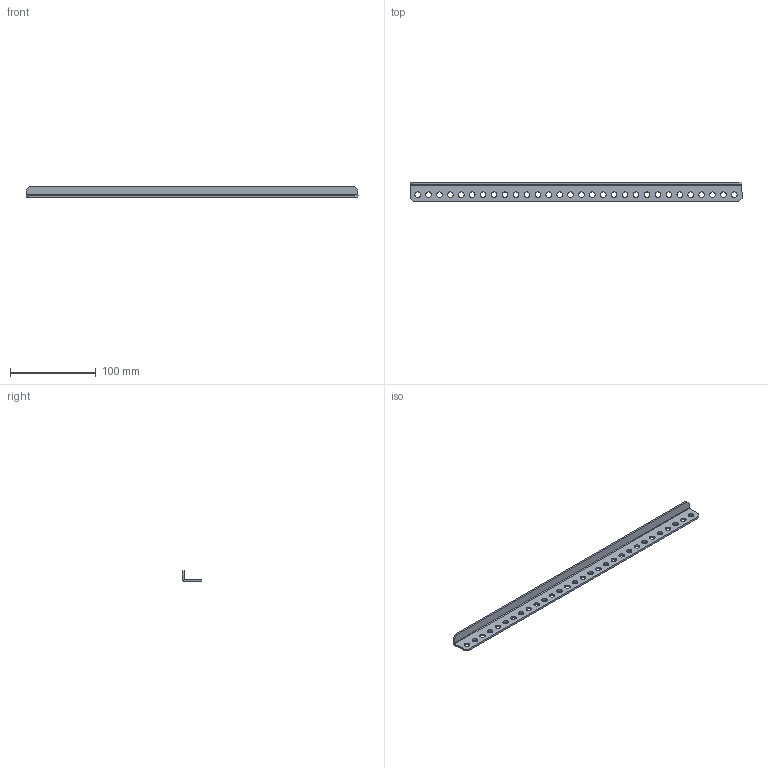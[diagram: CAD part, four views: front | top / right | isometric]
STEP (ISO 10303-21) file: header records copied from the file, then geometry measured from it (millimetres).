
FILE_DESCRIPTION (( 'STEP AP203' ), '1' );
FILE_NAME ('217-2593-010 Rev2.STEP', '2013-01-10T20:52:41', ( '' ), ( '' ), 'SwSTEP 2.0', 'SolidWorks 2012', '' );
FILE_SCHEMA (( 'CONFIG_CONTROL_DESIGN' ));
Length unit declared in the file: inch
Products named in the file (1): 217-2593-010 Rev2
Bounding box: 386.08 x 22.15 x 12.7 mm (x, y, z)
Volume: 25725.2 mm3; surface area: 25775.6 mm2
Topology: 1 solids, 1 shells, 78 faces, 220 edges, 144 vertices
Faces by surface type: cylinder 62, plane 16
Entity records: 2783 total; most frequent: DIRECTION 502, CARTESIAN_POINT 443, ORIENTED_EDGE 440, EDGE_CURVE 220, AXIS2_PLACEMENT_3D 203, VERTEX_POINT 144, EDGE_LOOP 138, CIRCLE 124
